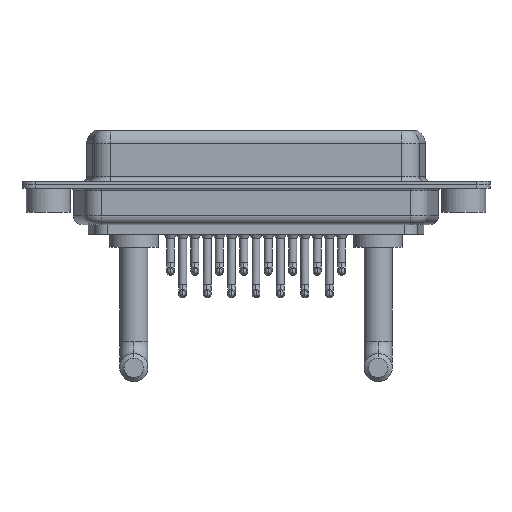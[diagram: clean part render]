
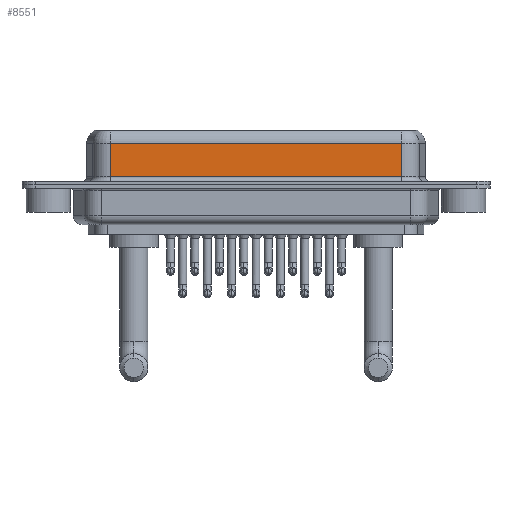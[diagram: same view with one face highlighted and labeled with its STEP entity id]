
A CAD part, front view. The second image highlights one B-rep face of the part: STEP entity #8551.
In plain terms, the highlighted planar face has unit normal (0, -1, 0).
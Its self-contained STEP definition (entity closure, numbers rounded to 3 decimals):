
#233 = CARTESIAN_POINT ( 'NONE',  ( 40.037, -3.95, 0.9 ) ) ;
#473 = CARTESIAN_POINT ( 'NONE',  ( 40.037, -3.95, 6.4 ) ) ;
#551 = CARTESIAN_POINT ( 'NONE',  ( 40.037, -3.95, 4.65 ) ) ;
#1883 = ORIENTED_EDGE ( 'NONE', *, *, #16449, .T. ) ;
#2673 = VERTEX_POINT ( 'NONE', #16555 ) ;
#3025 = ORIENTED_EDGE ( 'NONE', *, *, #10646, .T. ) ;
#3417 = LINE ( 'NONE', #233, #12078 ) ;
#3851 = DIRECTION ( 'NONE',  ( -1., 0., 0. ) ) ;
#4831 = VECTOR ( 'NONE', #3851, 1000. ) ;
#4980 = EDGE_CURVE ( 'NONE', #5413, #12383, #16772, .T. ) ;
#5292 = LINE ( 'NONE', #7081, #17350 ) ;
#5413 = VERTEX_POINT ( 'NONE', #10054 ) ;
#5825 = EDGE_CURVE ( 'NONE', #5413, #2673, #14676, .T. ) ;
#6027 = CARTESIAN_POINT ( 'NONE',  ( 40.037, -3.95, 0.9 ) ) ;
#6946 = DIRECTION ( 'NONE',  ( 0., 0., -1. ) ) ;
#7081 = CARTESIAN_POINT ( 'NONE',  ( 7.013, -3.95, 6.4 ) ) ;
#7997 = FACE_OUTER_BOUND ( 'NONE', #16541, .T. ) ;
#8236 = ORIENTED_EDGE ( 'NONE', *, *, #4980, .F. ) ;
#8246 = AXIS2_PLACEMENT_3D ( 'NONE', #17405, #15813, #15604 ) ;
#8551 = ADVANCED_FACE ( 'NONE', ( #7997 ), #17610, .F. ) ;
#8661 = DIRECTION ( 'NONE',  ( 0., 0., -1. ) ) ;
#9410 = VERTEX_POINT ( 'NONE', #20720 ) ;
#9861 = VECTOR ( 'NONE', #6946, 1000. ) ;
#10054 = CARTESIAN_POINT ( 'NONE',  ( 40.037, -3.95, 4.65 ) ) ;
#10646 = EDGE_CURVE ( 'NONE', #9410, #12383, #3417, .T. ) ;
#12078 = VECTOR ( 'NONE', #14939, 1000. ) ;
#12383 = VERTEX_POINT ( 'NONE', #6027 ) ;
#14676 = LINE ( 'NONE', #551, #4831 ) ;
#14939 = DIRECTION ( 'NONE',  ( 1., 0., 0. ) ) ;
#15604 = DIRECTION ( 'NONE',  ( 0., 0., 1. ) ) ;
#15813 = DIRECTION ( 'NONE',  ( 0., 1., 0. ) ) ;
#16449 = EDGE_CURVE ( 'NONE', #2673, #9410, #5292, .T. ) ;
#16541 = EDGE_LOOP ( 'NONE', ( #8236, #20044, #1883, #3025 ) ) ;
#16555 = CARTESIAN_POINT ( 'NONE',  ( 7.013, -3.95, 4.65 ) ) ;
#16772 = LINE ( 'NONE', #473, #9861 ) ;
#17350 = VECTOR ( 'NONE', #8661, 1000. ) ;
#17405 = CARTESIAN_POINT ( 'NONE',  ( 40.037, -3.95, 6.4 ) ) ;
#17610 = PLANE ( 'NONE',  #8246 ) ;
#20044 = ORIENTED_EDGE ( 'NONE', *, *, #5825, .T. ) ;
#20720 = CARTESIAN_POINT ( 'NONE',  ( 7.013, -3.95, 0.9 ) ) ;
